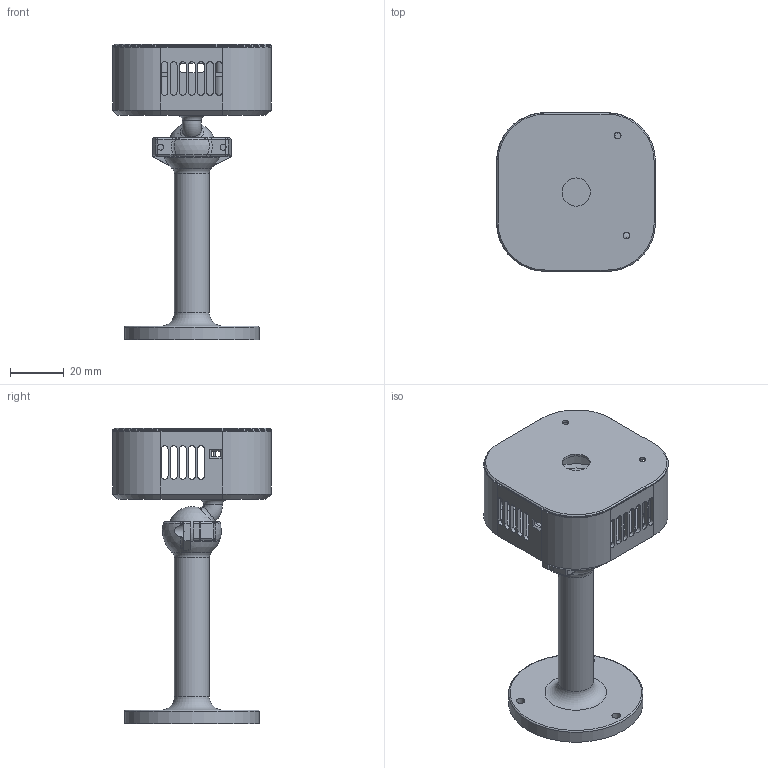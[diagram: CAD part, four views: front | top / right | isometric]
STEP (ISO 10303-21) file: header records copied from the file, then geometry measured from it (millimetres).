
FILE_DESCRIPTION(/* description */ ('STEP AP242','CAx-IF Rec.Pracs.---Representation and Presentation of Product Manufacturing Information (PMI)---4.0---2014-10-13','CAx-IF Rec.Pracs.---3D Tessellated Geometry---0.4---2014-09-14','2;1'),/* implementation_level */ '2;1');
FILE_NAME(/* name */ '6478fedcba690b07f85556d4',/* time_stamp */ '2023-06-01T20:26:05Z',/* author */ (''),/* organization */ (''),/* preprocessor_version */ 'ST-DEVELOPER v19.4',/* originating_system */ ' ',/* authorisation */ ' ');
FILE_SCHEMA (('AP242_MANAGED_MODEL_BASED_3D_ENGINEERING_MIM_LF { 1 0 10303 442 1 1 4 }'));
Length unit declared in the file: metre
Products named in the file (4): Ball_Mount; Radar Back; Lid
Bounding box: 59.13 x 59.07 x 109.85 mm (x, y, z)
Volume: 39917.1 mm3; surface area: 35810.6 mm2
Topology: 4 solids, 4 shells, 333 faces, 886 edges, 563 vertices
Faces by surface type: plane 156, cylinder 110, torus 24, cone 20, sphere 13, bspline 10
Full cylindrical faces by diameter (mm): 1.9 x4, 2.2 x2, 2.5 x2, 3.1 x2, 3.175 x3, 5 x4, 5.5 x2, 6.5 x2, 10.5 x1, 13 x1, 50 x1
Entity records: 10506 total; most frequent: CARTESIAN_POINT 2299, DIRECTION 1704, ORIENTED_EDGE 1628, EDGE_CURVE 814, AXIS2_PLACEMENT_3D 631, VERTEX_POINT 535, LINE 442, VECTOR 442
